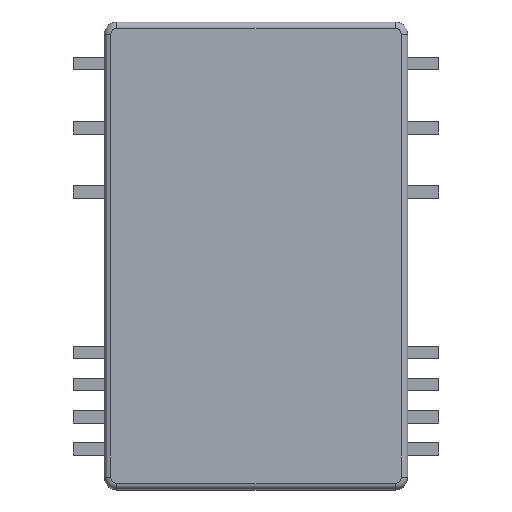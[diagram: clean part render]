
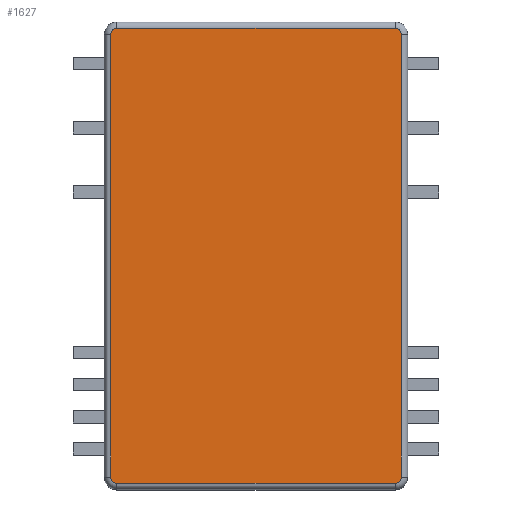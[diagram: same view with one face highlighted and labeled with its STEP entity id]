
A CAD part, top view. The second image highlights one B-rep face of the part: STEP entity #1627.
In plain terms, the highlighted planar face has unit normal (0, 0, 1).
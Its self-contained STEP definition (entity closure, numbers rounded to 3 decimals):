
#13=DIRECTION('',(0.,0.,1.));
#33=VECTOR('',#34,1.);
#34=DIRECTION('',(0.,1.,0.));
#45=DIRECTION('',(-1.,0.,0.));
#55=VECTOR('',#45,1.);
#87=DIRECTION('',(0.,-1.,0.));
#106=VECTOR('',#107,1.);
#107=DIRECTION('',(1.,0.,0.));
#157=VECTOR('',#87,1.);
#365=DIRECTION('',(0.,0.,1.));
#580=DIRECTION('',(0.,0.,1.));
#1494=VERTEX_POINT('',#1495);
#1495=CARTESIAN_POINT('',(-11.5,17.5,16.1));
#1499=ORIENTED_EDGE('',*,*,#1500,.T.);
#1500=EDGE_CURVE('',#1494,#1501,#1503,.T.);
#1501=VERTEX_POINT('',#1502);
#1502=CARTESIAN_POINT('',(-11.5,-17.5,16.1));
#1503=LINE('',#1495,#157);
#1565=VERTEX_POINT('',#1566);
#1566=CARTESIAN_POINT('',(11.5,-17.5,16.1));
#1570=ORIENTED_EDGE('',*,*,#1571,.T.);
#1571=EDGE_CURVE('',#1565,#1572,#1574,.T.);
#1572=VERTEX_POINT('',#1573);
#1573=CARTESIAN_POINT('',(11.5,17.5,16.1));
#1574=LINE('',#1566,#33);
#1599=VERTEX_POINT('',#1600);
#1600=CARTESIAN_POINT('',(-11.,-18.,16.1));
#1605=EDGE_CURVE('',#1501,#1599,#1606,.T.);
#1606=CIRCLE('',#1607,0.5);
#1607=AXIS2_PLACEMENT_3D('',#1608,#13,#45);
#1608=CARTESIAN_POINT('',(-11.,-17.5,16.1));
#1615=VERTEX_POINT('',#1616);
#1616=CARTESIAN_POINT('',(-11.,18.,16.1));
#1621=EDGE_CURVE('',#1615,#1494,#1622,.T.);
#1622=CIRCLE('',#1623,0.5);
#1623=AXIS2_PLACEMENT_3D('',#1624,#580,#34);
#1624=CARTESIAN_POINT('',(-11.,17.5,16.1));
#1627=ADVANCED_FACE('',(#1628),#1652,.T.);
#1628=FACE_BOUND('',#1629,.T.);
#1629=EDGE_LOOP('',(#1630,#1635,#1499,#1636,#1637,#1642,#1570,#1647));
#1630=ORIENTED_EDGE('',*,*,#1631,.T.);
#1631=EDGE_CURVE('',#1632,#1615,#1634,.T.);
#1632=VERTEX_POINT('',#1633);
#1633=CARTESIAN_POINT('',(11.,18.,16.1));
#1634=LINE('',#1633,#55);
#1635=ORIENTED_EDGE('',*,*,#1621,.T.);
#1636=ORIENTED_EDGE('',*,*,#1605,.T.);
#1637=ORIENTED_EDGE('',*,*,#1638,.T.);
#1638=EDGE_CURVE('',#1599,#1639,#1641,.T.);
#1639=VERTEX_POINT('',#1640);
#1640=CARTESIAN_POINT('',(11.,-18.,16.1));
#1641=LINE('',#1600,#106);
#1642=ORIENTED_EDGE('',*,*,#1643,.T.);
#1643=EDGE_CURVE('',#1639,#1565,#1644,.T.);
#1644=CIRCLE('',#1645,0.5);
#1645=AXIS2_PLACEMENT_3D('',#1646,#365,#87);
#1646=CARTESIAN_POINT('',(11.,-17.5,16.1));
#1647=ORIENTED_EDGE('',*,*,#1648,.T.);
#1648=EDGE_CURVE('',#1572,#1632,#1649,.T.);
#1649=CIRCLE('',#1650,0.5);
#1650=AXIS2_PLACEMENT_3D('',#1651,#13,#107);
#1651=CARTESIAN_POINT('',(11.,17.5,16.1));
#1652=PLANE('',#1653);
#1653=AXIS2_PLACEMENT_3D('',#1654,#13,#107);
#1654=CARTESIAN_POINT('',(0.,0.,16.1));
